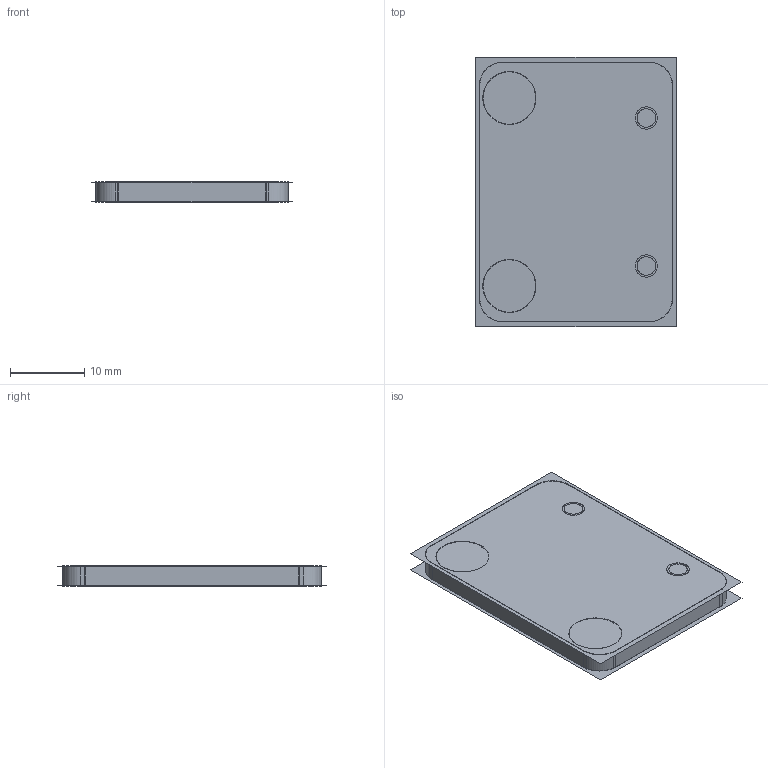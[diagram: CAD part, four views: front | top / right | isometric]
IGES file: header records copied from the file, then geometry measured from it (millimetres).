
Start section:  PTC IGES file: 202241.igs
Global section: file name: 202241.igs; native system: Creo Parametric by PTC Inc.; preprocessor: 2016260; author: pdmadmin; organization: Unknown; date: 20170821.141850; units: millimetre
Bounding box: 27.04 x 36.4 x 2.78 mm (x, y, z)
Volume: 2282.6 mm3; surface area: 9516.5 mm2
Topology: 1 solids, 3 shells, 52 faces, 296 edges, 396 vertices
Faces by surface type: revolution 40, bspline 12
